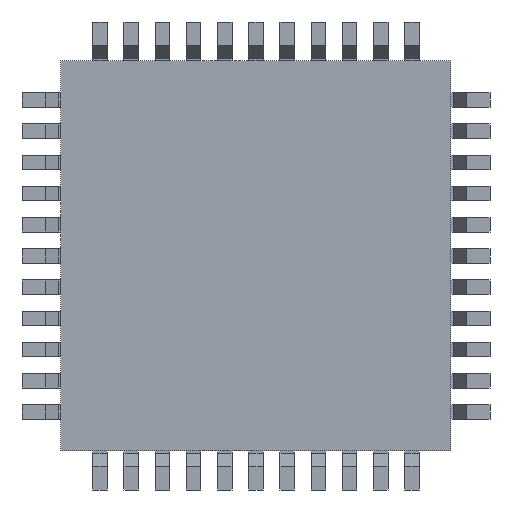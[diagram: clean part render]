
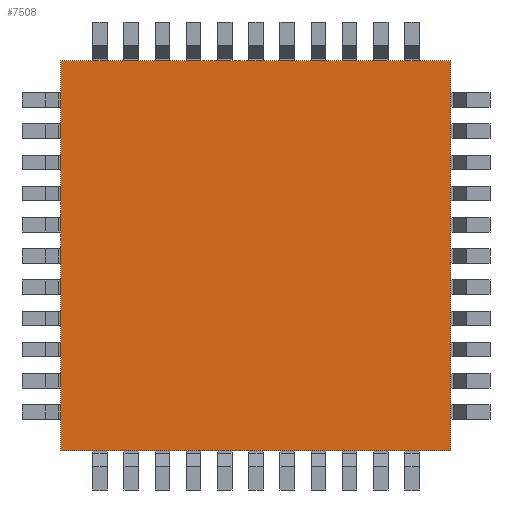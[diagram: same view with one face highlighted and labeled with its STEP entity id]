
A CAD part, front view. The second image highlights one B-rep face of the part: STEP entity #7508.
In plain terms, the highlighted planar face has unit normal (0, -1, 0).
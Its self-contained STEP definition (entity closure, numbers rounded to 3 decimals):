
#118=FACE_OUTER_BOUND('',#564,.T.);
#564=EDGE_LOOP('',(#4979,#4980,#4981,#4982));
#1019=LINE('',#10459,#2087);
#1023=LINE('',#10467,#2091);
#1026=LINE('',#10473,#2094);
#1029=LINE('',#10478,#2097);
#2087=VECTOR('',#8491,10.);
#2091=VECTOR('',#8497,10.);
#2094=VECTOR('',#8502,10.);
#2097=VECTOR('',#8507,10.);
#3147=VERTEX_POINT('',#10457);
#3148=VERTEX_POINT('',#10458);
#3151=VERTEX_POINT('',#10466);
#3153=VERTEX_POINT('',#10472);
#3867=EDGE_CURVE('',#3147,#3148,#1019,.T.);
#3871=EDGE_CURVE('',#3151,#3147,#1023,.T.);
#3874=EDGE_CURVE('',#3153,#3151,#1026,.T.);
#3877=EDGE_CURVE('',#3148,#3153,#1029,.T.);
#4979=ORIENTED_EDGE('',*,*,#3877,.F.);
#4980=ORIENTED_EDGE('',*,*,#3867,.F.);
#4981=ORIENTED_EDGE('',*,*,#3871,.F.);
#4982=ORIENTED_EDGE('',*,*,#3874,.F.);
#7062=PLANE('',#8012);
#7508=ADVANCED_FACE('',(#118),#7062,.F.);
#8012=AXIS2_PLACEMENT_3D('',#10481,#8511,#8512);
#8491=DIRECTION('',(1.,0.,0.));
#8497=DIRECTION('',(0.,0.,1.));
#8502=DIRECTION('',(-1.,0.,0.));
#8507=DIRECTION('',(0.,0.,-1.));
#8511=DIRECTION('center_axis',(0.,1.,0.));
#8512=DIRECTION('ref_axis',(1.,0.,0.));
#10457=CARTESIAN_POINT('',(-5.,0.,5.));
#10458=CARTESIAN_POINT('',(5.,0.,5.));
#10459=CARTESIAN_POINT('',(-5.,0.,5.));
#10466=CARTESIAN_POINT('',(-5.,0.,-5.));
#10467=CARTESIAN_POINT('',(-5.,0.,-5.));
#10472=CARTESIAN_POINT('',(5.,0.,-5.));
#10473=CARTESIAN_POINT('',(5.,0.,-5.));
#10478=CARTESIAN_POINT('',(5.,0.,5.));
#10481=CARTESIAN_POINT('Origin',(0.,0.,0.));
